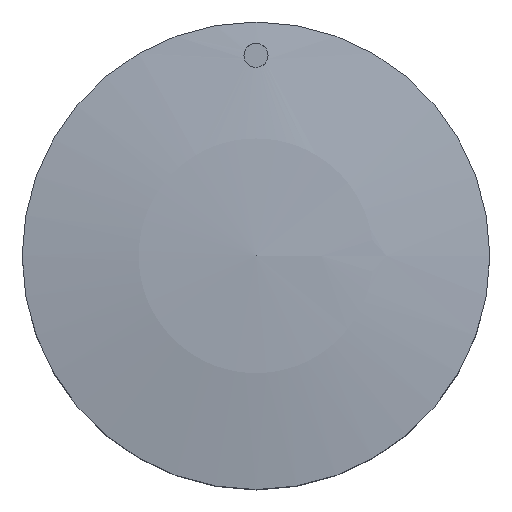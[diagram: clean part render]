
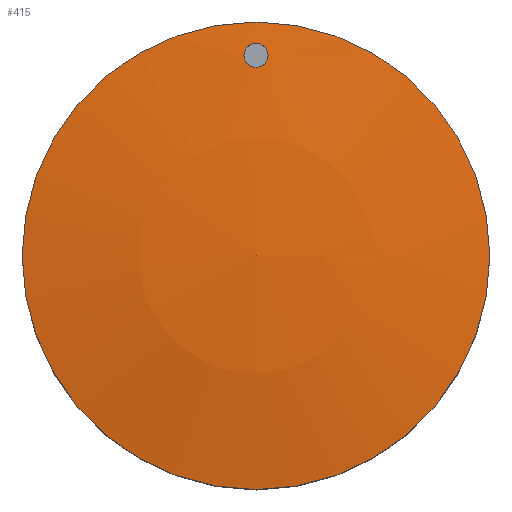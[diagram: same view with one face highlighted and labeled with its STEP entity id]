
A CAD part, top view. The second image highlights one B-rep face of the part: STEP entity #415.
In plain terms, the highlighted spherical face has radius 102.833 mm.
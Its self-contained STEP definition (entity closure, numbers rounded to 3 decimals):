
#14=SPHERICAL_SURFACE('',#455,102.833);
#96=FACE_BOUND('',#169,.T.);
#115=CIRCLE('',#456,17.5);
#142=FACE_OUTER_BOUND('',#168,.T.);
#168=EDGE_LOOP('',(#343));
#169=EDGE_LOOP('',(#344));
#181=B_SPLINE_CURVE_WITH_KNOTS('',3,(#602,#603,#604,#605,#606,#607,#608,
#609,#610,#611,#612,#613,#614,#615,#616,#617,#618,#619,#620,#621,#622,#623,
#624,#625,#626,#627,#628,#629,#630,#631,#632,#633,#634,#635),
 .UNSPECIFIED.,.T.,.F.,(4,2,2,2,2,2,2,2,2,2,2,2,2,2,2,2,4),(0.,0.034,
0.069,0.102,0.136,0.17,
0.204,0.238,0.273,0.307,
0.341,0.375,0.409,0.443,
0.477,0.511,0.545),.UNSPECIFIED.);
#182=VERTEX_POINT('',#601);
#216=VERTEX_POINT('',#732);
#221=EDGE_CURVE('',#182,#182,#181,.T.);
#267=EDGE_CURVE('',#216,#216,#115,.T.);
#343=ORIENTED_EDGE('',*,*,#267,.F.);
#344=ORIENTED_EDGE('',*,*,#221,.T.);
#415=ADVANCED_FACE('',(#142,#96),#14,.T.);
#455=AXIS2_PLACEMENT_3D('',#731,#567,#568);
#456=AXIS2_PLACEMENT_3D('',#733,#569,#570);
#567=DIRECTION('center_axis',(0.,0.,1.));
#568=DIRECTION('ref_axis',(1.,0.,0.));
#569=DIRECTION('center_axis',(0.,0.,-1.));
#570=DIRECTION('ref_axis',(1.,0.,0.));
#601=CARTESIAN_POINT('',(0.9,15.,17.396));
#602=CARTESIAN_POINT('Ctrl Pts',(0.9,15.,17.396));
#603=CARTESIAN_POINT('Ctrl Pts',(0.9,14.887,17.413));
#604=CARTESIAN_POINT('Ctrl Pts',(0.877,14.766,17.431));
#605=CARTESIAN_POINT('Ctrl Pts',(0.785,14.544,17.463));
#606=CARTESIAN_POINT('Ctrl Pts',(0.716,14.442,17.478));
#607=CARTESIAN_POINT('Ctrl Pts',(0.555,14.283,17.502));
#608=CARTESIAN_POINT('Ctrl Pts',(0.455,14.214,17.512));
#609=CARTESIAN_POINT('Ctrl Pts',(0.233,14.123,17.525));
#610=CARTESIAN_POINT('Ctrl Pts',(0.113,14.1,17.529));
#611=CARTESIAN_POINT('Ctrl Pts',(-0.113,14.1,17.529));
#612=CARTESIAN_POINT('Ctrl Pts',(-0.233,14.123,17.525));
#613=CARTESIAN_POINT('Ctrl Pts',(-0.455,14.214,17.512));
#614=CARTESIAN_POINT('Ctrl Pts',(-0.555,14.283,17.502));
#615=CARTESIAN_POINT('Ctrl Pts',(-0.716,14.442,17.478));
#616=CARTESIAN_POINT('Ctrl Pts',(-0.785,14.544,17.463));
#617=CARTESIAN_POINT('Ctrl Pts',(-0.877,14.766,17.431));
#618=CARTESIAN_POINT('Ctrl Pts',(-0.9,14.887,17.413));
#619=CARTESIAN_POINT('Ctrl Pts',(-0.9,15.113,17.379));
#620=CARTESIAN_POINT('Ctrl Pts',(-0.877,15.234,17.362));
#621=CARTESIAN_POINT('Ctrl Pts',(-0.785,15.456,17.329));
#622=CARTESIAN_POINT('Ctrl Pts',(-0.716,15.558,17.314));
#623=CARTESIAN_POINT('Ctrl Pts',(-0.555,15.717,17.29));
#624=CARTESIAN_POINT('Ctrl Pts',(-0.455,15.786,17.28));
#625=CARTESIAN_POINT('Ctrl Pts',(-0.233,15.877,17.267));
#626=CARTESIAN_POINT('Ctrl Pts',(-0.113,15.9,17.263));
#627=CARTESIAN_POINT('Ctrl Pts',(0.113,15.9,17.263));
#628=CARTESIAN_POINT('Ctrl Pts',(0.233,15.877,17.267));
#629=CARTESIAN_POINT('Ctrl Pts',(0.455,15.786,17.28));
#630=CARTESIAN_POINT('Ctrl Pts',(0.555,15.717,17.29));
#631=CARTESIAN_POINT('Ctrl Pts',(0.716,15.558,17.314));
#632=CARTESIAN_POINT('Ctrl Pts',(0.785,15.456,17.329));
#633=CARTESIAN_POINT('Ctrl Pts',(0.877,15.234,17.362));
#634=CARTESIAN_POINT('Ctrl Pts',(0.9,15.113,17.379));
#635=CARTESIAN_POINT('Ctrl Pts',(0.9,15.,17.396));
#731=CARTESIAN_POINT('Origin',(0.,0.,-84.333));
#732=CARTESIAN_POINT('',(-17.5,0.,17.));
#733=CARTESIAN_POINT('Origin',(0.,0.,17.));
